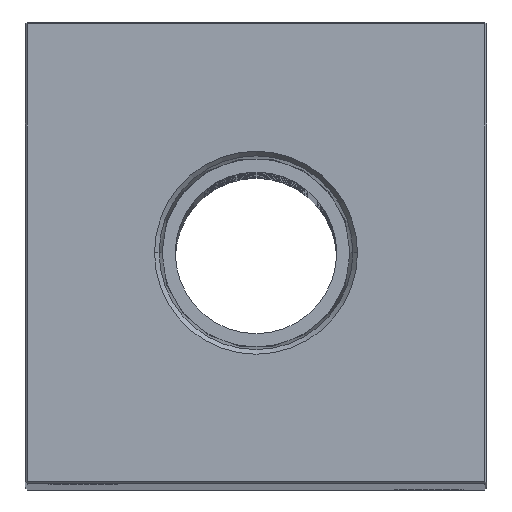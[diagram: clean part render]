
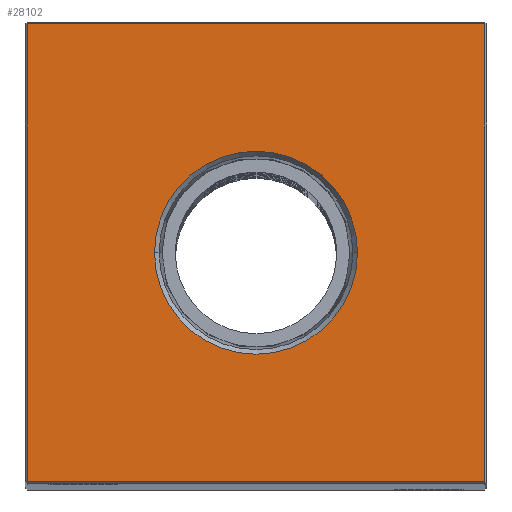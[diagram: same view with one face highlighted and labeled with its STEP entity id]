
A CAD part, top view. The second image highlights one B-rep face of the part: STEP entity #28102.
In plain terms, the highlighted planar face has unit normal (0, 0, 1).
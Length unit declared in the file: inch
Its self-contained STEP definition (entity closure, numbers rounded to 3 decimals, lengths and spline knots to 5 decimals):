
#853 = EDGE_LOOP ( 'NONE', ( #14884, #24790 ) ) ;
#855 = CARTESIAN_POINT ( 'NONE',  ( 0.5499, 0., 20.5 ) ) ;
#1027 = EDGE_CURVE ( 'NONE', #9364, #26406, #23058, .T. ) ;
#1634 = ORIENTED_EDGE ( 'NONE', *, *, #4766, .T. ) ;
#2931 = ORIENTED_EDGE ( 'NONE', *, *, #1027, .T. ) ;
#3404 = CARTESIAN_POINT ( 'NONE',  ( 0., 0., 20.5 ) ) ;
#3450 = VECTOR ( 'NONE', #18642, 39.37008 ) ;
#4010 = AXIS2_PLACEMENT_3D ( 'NONE', #5635, #24793, #16652 ) ;
#4184 = CARTESIAN_POINT ( 'NONE',  ( 1.24, 0., 20.5 ) ) ;
#4766 = EDGE_CURVE ( 'NONE', #26406, #18596, #17899, .T. ) ;
#5411 = FACE_BOUND ( 'NONE', #853, .T. ) ;
#5635 = CARTESIAN_POINT ( 'NONE',  ( 0., 0., 20.5 ) ) ;
#6226 = AXIS2_PLACEMENT_3D ( 'NONE', #3404, #11989, #24993 ) ;
#6565 = EDGE_CURVE ( 'NONE', #16522, #9364, #8329, .T. ) ;
#7042 = LINE ( 'NONE', #15770, #20066 ) ;
#7148 = ORIENTED_EDGE ( 'NONE', *, *, #6565, .T. ) ;
#8329 = LINE ( 'NONE', #4184, #10663 ) ;
#9119 = EDGE_CURVE ( 'NONE', #24473, #21572, #24929, .T. ) ;
#9364 = VERTEX_POINT ( 'NONE', #14089 ) ;
#10323 = CARTESIAN_POINT ( 'NONE',  ( -0.5499, 0., 20.5 ) ) ;
#10663 = VECTOR ( 'NONE', #12910, 39.37008 ) ;
#11989 = DIRECTION ( 'NONE',  ( 0., 0., -1. ) ) ;
#12910 = DIRECTION ( 'NONE',  ( 0., 1., 0. ) ) ;
#14089 = CARTESIAN_POINT ( 'NONE',  ( 1.24, 1.24, 20.5 ) ) ;
#14330 = CARTESIAN_POINT ( 'NONE',  ( 0., 1.24, 20.5 ) ) ;
#14884 = ORIENTED_EDGE ( 'NONE', *, *, #18582, .F. ) ;
#14964 = CARTESIAN_POINT ( 'NONE',  ( 1.24, -1.24, 20.5 ) ) ;
#15770 = CARTESIAN_POINT ( 'NONE',  ( 0., -1.24, 20.5 ) ) ;
#16096 = CARTESIAN_POINT ( 'NONE',  ( -1.24, 1.24, 20.5 ) ) ;
#16143 = PLANE ( 'NONE',  #6226 ) ;
#16434 = VECTOR ( 'NONE', #26324, 39.37008 ) ;
#16522 = VERTEX_POINT ( 'NONE', #14964 ) ;
#16652 = DIRECTION ( 'NONE',  ( 1., 0., 0. ) ) ;
#17899 = LINE ( 'NONE', #24057, #16434 ) ;
#18557 = AXIS2_PLACEMENT_3D ( 'NONE', #20781, #23066, #27058 ) ;
#18579 = FACE_OUTER_BOUND ( 'NONE', #22944, .T. ) ;
#18582 = EDGE_CURVE ( 'NONE', #21572, #24473, #20926, .T. ) ;
#18596 = VERTEX_POINT ( 'NONE', #27068 ) ;
#18642 = DIRECTION ( 'NONE',  ( -1., 0., 0. ) ) ;
#19841 = ORIENTED_EDGE ( 'NONE', *, *, #25893, .T. ) ;
#20066 = VECTOR ( 'NONE', #24484, 39.37008 ) ;
#20781 = CARTESIAN_POINT ( 'NONE',  ( 0., 0., 20.5 ) ) ;
#20926 = CIRCLE ( 'NONE', #4010, 0.5499 ) ;
#21572 = VERTEX_POINT ( 'NONE', #855 ) ;
#22944 = EDGE_LOOP ( 'NONE', ( #1634, #19841, #7148, #2931 ) ) ;
#23058 = LINE ( 'NONE', #14330, #3450 ) ;
#23066 = DIRECTION ( 'NONE',  ( 0., 0., 1. ) ) ;
#24057 = CARTESIAN_POINT ( 'NONE',  ( -1.24, 0., 20.5 ) ) ;
#24473 = VERTEX_POINT ( 'NONE', #10323 ) ;
#24484 = DIRECTION ( 'NONE',  ( 1., 0., 0. ) ) ;
#24790 = ORIENTED_EDGE ( 'NONE', *, *, #9119, .F. ) ;
#24793 = DIRECTION ( 'NONE',  ( 0., 0., 1. ) ) ;
#24929 = CIRCLE ( 'NONE', #18557, 0.5499 ) ;
#24993 = DIRECTION ( 'NONE',  ( -1., 0., 0. ) ) ;
#25893 = EDGE_CURVE ( 'NONE', #18596, #16522, #7042, .T. ) ;
#26324 = DIRECTION ( 'NONE',  ( 0., -1., 0. ) ) ;
#26406 = VERTEX_POINT ( 'NONE', #16096 ) ;
#27058 = DIRECTION ( 'NONE',  ( 1., 0., 0. ) ) ;
#27068 = CARTESIAN_POINT ( 'NONE',  ( -1.24, -1.24, 20.5 ) ) ;
#28102 = ADVANCED_FACE ( 'NONE', ( #18579, #5411 ), #16143, .F. ) ;
